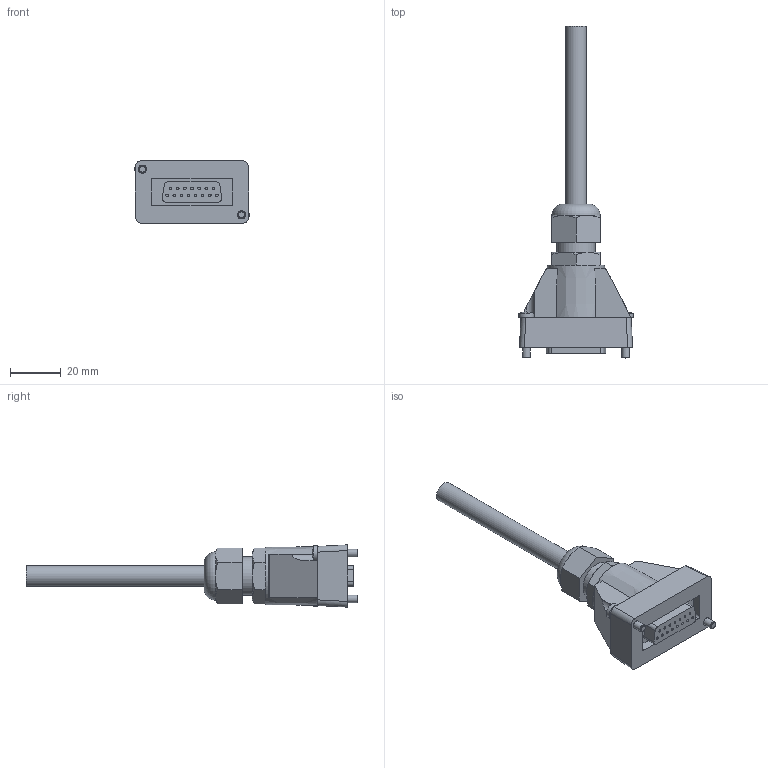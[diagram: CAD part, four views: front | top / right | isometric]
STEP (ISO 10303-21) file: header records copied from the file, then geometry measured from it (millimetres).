
FILE_DESCRIPTION(/* description */ ('STEP AP214'),/* implementation_level */ '2;1');
FILE_NAME(/* name */ '177674_KMPV-SUB-D-15-10',/* time_stamp */ '2024-08-29T17:46:05+02:00',/* author */ ('License CC BY-ND 4.0'),/* organization */ ('CADENAS'),/* preprocessor_version */ 'ST-DEVELOPER v19.3',/* originating_system */ 'PARTsolutions',/* authorisation */ ' ');
FILE_SCHEMA (('AUTOMOTIVE_DESIGN {1 0 10303 214 3 1 1}'));
Length unit declared in the file: millimetre
Products named in the file (1): 177674 KMPV-SUB-D-15-10
Bounding box: 44.99 x 130.5 x 24.5 mm (x, y, z)
Volume: 34861.8 mm3; surface area: 10352.4 mm2
Topology: 1 solids, 1 shells, 150 faces, 345 edges, 223 vertices
Faces by surface type: plane 90, cylinder 41, cone 15, torus 2, sphere 2
Full cylindrical faces by diameter (mm): 1 x15, 3 x2, 3.2 x2, 6 x2, 8 x1, 15 x1
Entity records: 5152 total; most frequent: CARTESIAN_POINT 773, DIRECTION 708, ORIENTED_EDGE 618, EDGE_CURVE 309, AXIS2_PLACEMENT_3D 280, VERTEX_POINT 217, EDGE_LOOP 206, FACE_BOUND 206
